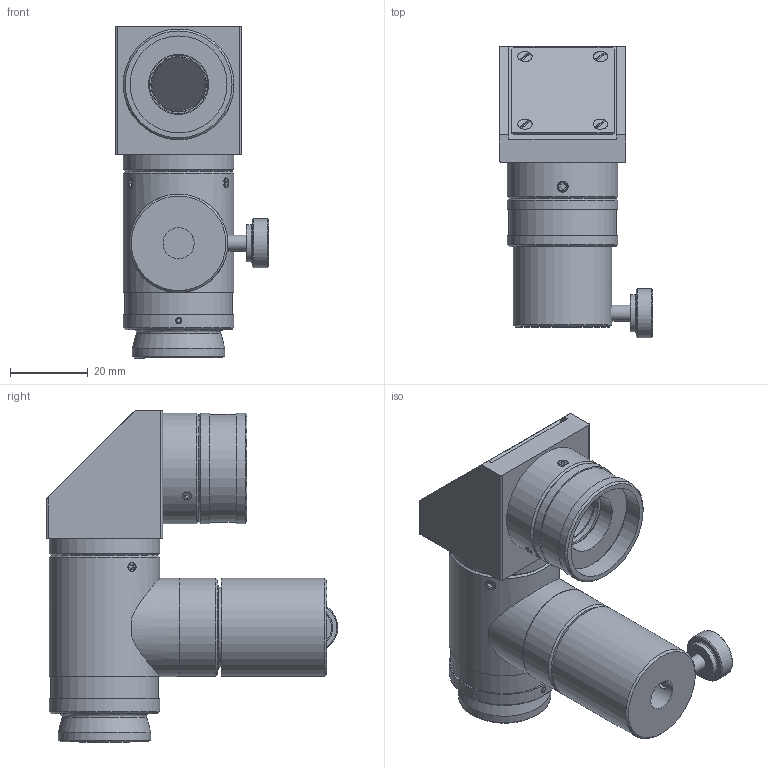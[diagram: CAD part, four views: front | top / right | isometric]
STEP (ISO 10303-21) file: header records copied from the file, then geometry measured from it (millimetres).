
FILE_DESCRIPTION((''),'2;1');
FILE_NAME('62838_0.stp','2010-06-07T09:17:19',('PODLENA'),(''),'Autodesk Inventor 2010','Autodesk Inventor 2010','');
FILE_SCHEMA(('AUTOMOTIVE_DESIGN { 1 0 10303 214 1 1 1 1 }'));
Length unit declared in the file: inch
Products named in the file (19): Assembly1 (LevelofDetail1); 62838 (~1); 61436; 61528; 61529; 61538; 61531; 7108; 7124; 7375; 60200; 60202; 61604; 60243; 7187; 7188; 7082; 4141; 61533
Assembly tree (26 placements, depth 5):
  Assembly1 (LevelofDetail1)
    62838 (~1)
      61436
      61528
      61529
      61538
      61531
      7108  x6
      7124
      7375  x4
      60200
        60202
        61604
        60243
        7187
          7188
          7082
          4141
      61533
Bounding box: 39.47 x 75.16 x 85.65 mm (x, y, z)
Volume: 56229.8 mm3; surface area: 36073.9 mm2
Topology: 23 solids, 23 shells, 312 faces, 655 edges, 424 vertices
Faces by surface type: plane 157, cylinder 68, cone 44, bspline 36, sphere 7
Full cylindrical faces by diameter (mm): 1.588 x1, 1.593 x1, 1.854 x4, 1.981 x1, 2.845 x6, 3.81 x1, 4.166 x1, 6.807 x1, 6.858 x1, 8.026 x1, 9.601 x1, 12.7 x1, 14.275 x1, 14.3 x2, 15.037 x2, 15.469 x1, 15.5 x2, 15.773 x1, 15.799 x1, 16.516 x1, 16.612 x1, 17.323 x1, 19.05 x2, 19.842 x1, 20.32 x1, 20.5 x1, 20.574 x1, 21.031 x1, 21.412 x1, 22.098 x1
Entity records: 7250 total; most frequent: CARTESIAN_POINT 2332, DIRECTION 953, ORIENTED_EDGE 660, AXIS2_PLACEMENT_3D 424, EDGE_LOOP 424, EDGE_CURVE 330, VERTEX_POINT 284, FACE_OUTER_BOUND 230
